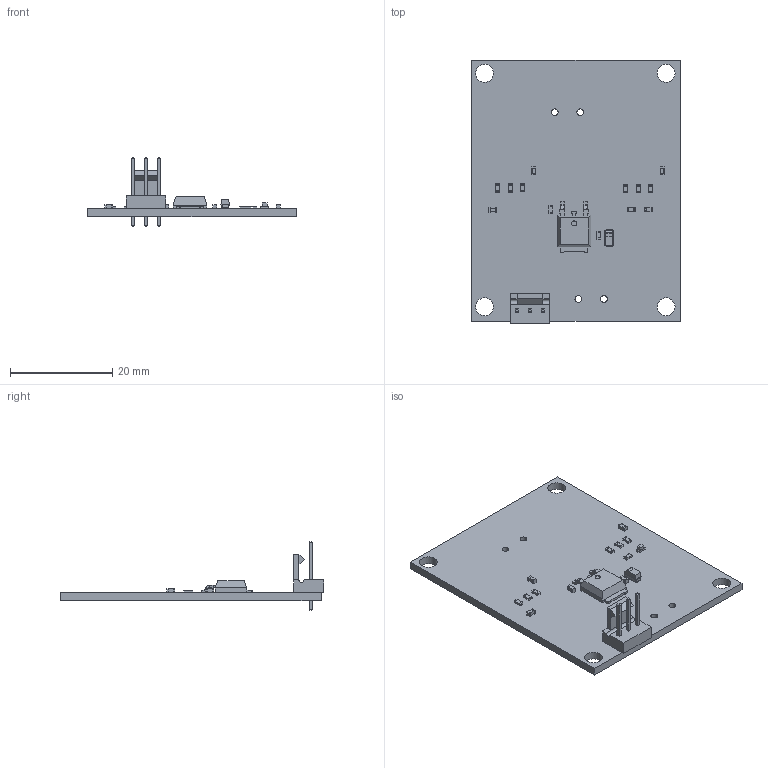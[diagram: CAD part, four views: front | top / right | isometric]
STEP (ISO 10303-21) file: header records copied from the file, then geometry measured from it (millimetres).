
FILE_DESCRIPTION(('KiCad electronic assembly'),'2;1');
FILE_NAME('driver_motor.step','2023-07-30T18:56:36',('Pcbnew'),('Kicad') ,'Open CASCADE STEP processor 7.6','KiCad to STEP converter','Unknown' );
FILE_SCHEMA(('AUTOMOTIVE_DESIGN { 1 0 10303 214 1 1 1 1 }'));
Length unit declared in the file: millimetre
Products named in the file (14): driver_motor 1; C_0603_1608Metric; SOLID; R_0603_1608Metric; LED_0603_1608Metric; CP_EIA-3216-18_Kemet-A; FanPinHeader_1x03_P2.54mm_Vertical; TO-252-2; COMPOUND; driver_motor PCB
Assembly tree (23 placements, depth 3):
  driver_motor 1
    C_0603_1608Metric  x5
      SOLID
    R_0603_1608Metric  x7
      SOLID
    LED_0603_1608Metric
      SOLID
    CP_EIA-3216-18_Kemet-A
      SOLID
    FanPinHeader_1x03_P2.54mm_Vertical
      SOLID
    TO-252-2
      COMPOUND
    driver_motor PCB
Bounding box: 40.89 x 51.56 x 13.5 mm (x, y, z)
Volume: 3495.1 mm3; surface area: 5107.2 mm2
Topology: 21 solids, 21 shells, 590 faces, 1502 edges, 974 vertices
Faces by surface type: plane 427, cylinder 154, bspline 9
Full cylindrical faces by diameter (mm): 1 x1, 1.02 x3, 1.32 x4, 3.5 x4
Entity records: 24711 total; most frequent: CARTESIAN_POINT 6451, DIRECTION 3090, LINE 2137, VECTOR 2137, ORIENTED_EDGE 1612, PCURVE 1612, DEFINITIONAL_REPRESENTATION 1612, EDGE_CURVE 806
